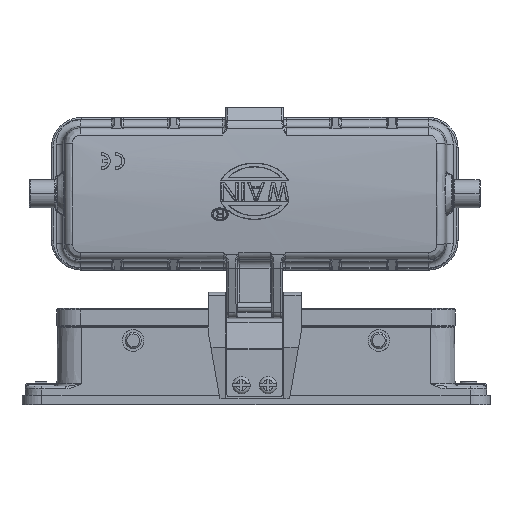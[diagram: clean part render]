
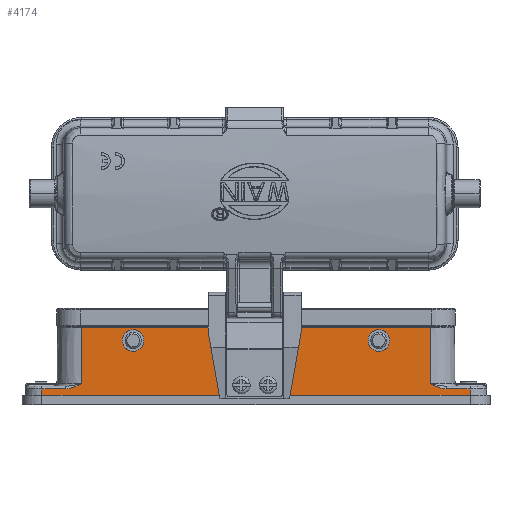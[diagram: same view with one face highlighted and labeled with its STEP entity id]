
A CAD part, front view. The second image highlights one B-rep face of the part: STEP entity #4174.
In plain terms, the highlighted planar face has unit normal (0, -1, 0.009).
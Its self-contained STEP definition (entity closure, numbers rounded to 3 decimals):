
#143=(
BOUNDED_CURVE()
B_SPLINE_CURVE(3,(#58209,#58210,#58211,#58212),.UNSPECIFIED.,.F.,.F.)
B_SPLINE_CURVE_WITH_KNOTS((4,4),(0.,1.),.UNSPECIFIED.)
CURVE()
GEOMETRIC_REPRESENTATION_ITEM()
RATIONAL_B_SPLINE_CURVE((1.,0.333,0.333,1.))
REPRESENTATION_ITEM('')
);
#144=(
BOUNDED_CURVE()
B_SPLINE_CURVE(3,(#58216,#58217,#58218,#58219),.UNSPECIFIED.,.F.,.F.)
B_SPLINE_CURVE_WITH_KNOTS((4,4),(0.,1.),.UNSPECIFIED.)
CURVE()
GEOMETRIC_REPRESENTATION_ITEM()
RATIONAL_B_SPLINE_CURVE((1.,0.333,0.333,1.))
REPRESENTATION_ITEM('')
);
#145=(
BOUNDED_CURVE()
B_SPLINE_CURVE(3,(#58225,#58226,#58227,#58228),.UNSPECIFIED.,.F.,.F.)
B_SPLINE_CURVE_WITH_KNOTS((4,4),(0.,1.),.UNSPECIFIED.)
CURVE()
GEOMETRIC_REPRESENTATION_ITEM()
RATIONAL_B_SPLINE_CURVE((1.,0.333,0.333,1.))
REPRESENTATION_ITEM('')
);
#146=(
BOUNDED_CURVE()
B_SPLINE_CURVE(3,(#58230,#58231,#58232,#58233),.UNSPECIFIED.,.F.,.F.)
B_SPLINE_CURVE_WITH_KNOTS((4,4),(0.,1.),.UNSPECIFIED.)
CURVE()
GEOMETRIC_REPRESENTATION_ITEM()
RATIONAL_B_SPLINE_CURVE((1.,0.333,0.333,1.))
REPRESENTATION_ITEM('')
);
#1409=B_SPLINE_CURVE_WITH_KNOTS('',3,(#58237,#58238,#58239,#58240,#58241,
#58242,#58243,#58244,#58245,#58246,#58247,#58248),.UNSPECIFIED.,.F.,.F.,
(4,2,2,2,2,4),(0.,0.25,0.5,0.75,0.875,1.),.UNSPECIFIED.);
#1410=B_SPLINE_CURVE_WITH_KNOTS('',3,(#58301,#58302,#58303,#58304,#58305,
#58306,#58307,#58308),.UNSPECIFIED.,.F.,.F.,(4,2,2,4),(0.,0.5,
0.75,1.),.UNSPECIFIED.);
#1805=FACE_BOUND('',#7935,.T.);
#1806=FACE_BOUND('',#7936,.T.);
#1807=FACE_BOUND('',#7937,.T.);
#1808=FACE_BOUND('',#7938,.T.);
#2273=PLANE('',#28549);
#4174=ADVANCED_FACE('NONE',(#1805,#1806,#1807,#1808),#2273,.T.);
#7935=EDGE_LOOP('',(#16666,#16667,#16668,#16669));
#7936=EDGE_LOOP('',(#16670,#16671,#16672,#16673,#16674,#16675,#16676,#16677,
#16678,#16679));
#7937=EDGE_LOOP('',(#16680,#16681));
#7938=EDGE_LOOP('',(#16682,#16683));
#16666=ORIENTED_EDGE('',*,*,#22045,.T.);
#16667=ORIENTED_EDGE('',*,*,#23008,.T.);
#16668=ORIENTED_EDGE('',*,*,#23009,.T.);
#16669=ORIENTED_EDGE('',*,*,#23010,.F.);
#16670=ORIENTED_EDGE('',*,*,#23007,.T.);
#16671=ORIENTED_EDGE('',*,*,#22959,.T.);
#16672=ORIENTED_EDGE('',*,*,#22958,.T.);
#16673=ORIENTED_EDGE('',*,*,#22956,.T.);
#16674=ORIENTED_EDGE('',*,*,#22955,.T.);
#16675=ORIENTED_EDGE('',*,*,#23004,.F.);
#16676=ORIENTED_EDGE('',*,*,#22952,.T.);
#16677=ORIENTED_EDGE('',*,*,#22951,.T.);
#16678=ORIENTED_EDGE('',*,*,#22949,.T.);
#16679=ORIENTED_EDGE('',*,*,#22948,.T.);
#16680=ORIENTED_EDGE('',*,*,#22947,.T.);
#16681=ORIENTED_EDGE('',*,*,#22946,.T.);
#16682=ORIENTED_EDGE('',*,*,#22943,.F.);
#16683=ORIENTED_EDGE('',*,*,#22941,.F.);
#18550=VERTEX_POINT('',#55587);
#18551=VERTEX_POINT('',#55589);
#19063=VERTEX_POINT('',#58058);
#19066=VERTEX_POINT('',#58075);
#19069=VERTEX_POINT('',#58085);
#19070=VERTEX_POINT('',#58102);
#19093=VERTEX_POINT('',#58194);
#19096=VERTEX_POINT('',#58204);
#19097=VERTEX_POINT('',#58208);
#19098=VERTEX_POINT('',#58213);
#19099=VERTEX_POINT('',#58222);
#19100=VERTEX_POINT('',#58224);
#19101=VERTEX_POINT('',#58249);
#19102=VERTEX_POINT('',#58290);
#19103=VERTEX_POINT('',#58294);
#19104=VERTEX_POINT('',#58298);
#19137=VERTEX_POINT('',#58445);
#19138=VERTEX_POINT('',#58447);
#22045=EDGE_CURVE('',#18551,#18550,#24059,.T.);
#22941=EDGE_CURVE('',#19097,#19098,#143,.T.);
#22943=EDGE_CURVE('',#19098,#19097,#144,.T.);
#22946=EDGE_CURVE('',#19099,#19100,#145,.T.);
#22947=EDGE_CURVE('',#19100,#19099,#146,.T.);
#22948=EDGE_CURVE('',#19063,#19096,#24489,.T.);
#22949=EDGE_CURVE('',#19101,#19063,#1409,.T.);
#22951=EDGE_CURVE('',#19066,#19101,#24490,.T.);
#22952=EDGE_CURVE('',#19102,#19066,#24491,.T.);
#22955=EDGE_CURVE('',#19069,#19103,#24492,.T.);
#22956=EDGE_CURVE('',#19104,#19069,#24493,.T.);
#22958=EDGE_CURVE('',#19070,#19104,#1410,.T.);
#22959=EDGE_CURVE('',#19093,#19070,#24494,.T.);
#23004=EDGE_CURVE('',#19102,#19103,#24524,.T.);
#23007=EDGE_CURVE('',#19096,#19093,#24526,.T.);
#23008=EDGE_CURVE('',#18550,#19137,#24527,.T.);
#23009=EDGE_CURVE('',#19137,#19138,#24528,.T.);
#23010=EDGE_CURVE('',#18551,#19138,#24529,.T.);
#24059=LINE('',#55588,#25587);
#24489=LINE('',#58235,#26017);
#24490=LINE('',#58287,#26018);
#24491=LINE('',#58289,#26019);
#24492=LINE('',#58295,#26020);
#24493=LINE('',#58297,#26021);
#24494=LINE('',#58345,#26022);
#24524=LINE('',#58436,#26052);
#24526=LINE('',#58442,#26054);
#24527=LINE('',#58444,#26055);
#24528=LINE('',#58446,#26056);
#24529=LINE('',#58448,#26057);
#25587=VECTOR('',#33095,1.);
#26017=VECTOR('',#34899,1.);
#26018=VECTOR('',#34904,1.);
#26019=VECTOR('',#34907,1.);
#26020=VECTOR('',#34914,1.);
#26021=VECTOR('',#34917,1.);
#26022=VECTOR('',#34922,1.);
#26052=VECTOR('',#35012,1.);
#26054=VECTOR('',#35020,1.);
#26055=VECTOR('',#35023,1.);
#26056=VECTOR('',#35024,1.);
#26057=VECTOR('',#35025,1.);
#28549=AXIS2_PLACEMENT_3D('',#58449,#35026,#35027);
#33095=DIRECTION('',(1.,0.,0.001));
#34899=DIRECTION('',(0.,0.009,1.));
#34904=DIRECTION('',(-1.,0.,0.));
#34907=DIRECTION('',(0.,0.009,1.));
#34914=DIRECTION('',(0.,-0.009,-1.));
#34917=DIRECTION('',(-1.,0.,0.));
#34922=DIRECTION('',(0.,-0.009,-1.));
#35012=DIRECTION('',(-1.,0.,0.));
#35020=DIRECTION('',(-1.,0.,0.));
#35023=DIRECTION('',(-0.172,-0.009,-0.985));
#35024=DIRECTION('',(-1.,0.,0.));
#35025=DIRECTION('',(0.172,-0.009,-0.985));
#35026=DIRECTION('',(0.,-1.,0.009));
#35027=DIRECTION('',(0.,-0.009,-1.));
#55587=CARTESIAN_POINT('',(10.655,-21.739,1.284));
#55588=CARTESIAN_POINT('',(-18.5,-21.739,1.268));
#55589=CARTESIAN_POINT('',(-10.653,-21.739,1.272));
#58058=CARTESIAN_POINT('',(52.5,-21.708,4.793));
#58075=CARTESIAN_POINT('',(64.5,-21.722,3.207));
#58085=CARTESIAN_POINT('',(-64.5,-21.722,3.207));
#58102=CARTESIAN_POINT('',(-52.5,-21.708,4.793));
#58194=CARTESIAN_POINT('',(-52.5,-21.561,21.703));
#58204=CARTESIAN_POINT('',(52.5,-21.561,21.703));
#58208=CARTESIAN_POINT('',(-37.,-21.566,21.05));
#58209=CARTESIAN_POINT('',(-37.,-21.566,21.05));
#58210=CARTESIAN_POINT('',(-43.5,-21.566,21.05));
#58211=CARTESIAN_POINT('',(-43.5,-21.623,14.55));
#58212=CARTESIAN_POINT('',(-37.,-21.623,14.55));
#58213=CARTESIAN_POINT('',(-37.,-21.623,14.55));
#58216=CARTESIAN_POINT('',(-37.,-21.623,14.55));
#58217=CARTESIAN_POINT('',(-30.5,-21.623,14.55));
#58218=CARTESIAN_POINT('',(-30.5,-21.566,21.05));
#58219=CARTESIAN_POINT('',(-37.,-21.566,21.05));
#58222=CARTESIAN_POINT('',(37.,-21.623,14.55));
#58224=CARTESIAN_POINT('',(37.,-21.566,21.05));
#58225=CARTESIAN_POINT('',(37.,-21.623,14.55));
#58226=CARTESIAN_POINT('',(30.5,-21.623,14.55));
#58227=CARTESIAN_POINT('',(30.5,-21.566,21.05));
#58228=CARTESIAN_POINT('',(37.,-21.566,21.05));
#58230=CARTESIAN_POINT('',(37.,-21.566,21.05));
#58231=CARTESIAN_POINT('',(43.5,-21.566,21.05));
#58232=CARTESIAN_POINT('',(43.5,-21.623,14.55));
#58233=CARTESIAN_POINT('',(37.,-21.623,14.55));
#58235=CARTESIAN_POINT('',(52.5,-21.75,0.));
#58237=CARTESIAN_POINT('',(57.366,-21.722,3.207));
#58238=CARTESIAN_POINT('',(56.931,-21.722,3.207));
#58239=CARTESIAN_POINT('',(56.507,-21.721,3.266));
#58240=CARTESIAN_POINT('',(55.671,-21.72,3.454));
#58241=CARTESIAN_POINT('',(55.257,-21.719,3.584));
#58242=CARTESIAN_POINT('',(54.45,-21.716,3.885));
#58243=CARTESIAN_POINT('',(54.055,-21.715,4.055));
#58244=CARTESIAN_POINT('',(53.469,-21.712,4.324));
#58245=CARTESIAN_POINT('',(53.274,-21.711,4.417));
#58246=CARTESIAN_POINT('',(52.887,-21.71,4.604));
#58247=CARTESIAN_POINT('',(52.692,-21.709,4.699));
#58248=CARTESIAN_POINT('',(52.5,-21.708,4.793));
#58249=CARTESIAN_POINT('',(57.366,-21.722,3.207));
#58287=CARTESIAN_POINT('',(52.5,-21.722,3.207));
#58289=CARTESIAN_POINT('',(64.5,-21.75,0.));
#58290=CARTESIAN_POINT('',(64.5,-21.746,0.5));
#58294=CARTESIAN_POINT('',(-64.5,-21.746,0.5));
#58295=CARTESIAN_POINT('',(-64.5,-21.75,0.));
#58297=CARTESIAN_POINT('',(-64.5,-21.722,3.207));
#58298=CARTESIAN_POINT('',(-57.366,-21.722,3.207));
#58301=CARTESIAN_POINT('',(-52.5,-21.708,4.793));
#58302=CARTESIAN_POINT('',(-53.272,-21.711,4.414));
#58303=CARTESIAN_POINT('',(-54.046,-21.715,4.035));
#58304=CARTESIAN_POINT('',(-55.257,-21.719,3.584));
#58305=CARTESIAN_POINT('',(-55.671,-21.72,3.454));
#58306=CARTESIAN_POINT('',(-56.507,-21.721,3.266));
#58307=CARTESIAN_POINT('',(-56.931,-21.722,3.207));
#58308=CARTESIAN_POINT('',(-57.366,-21.722,3.207));
#58345=CARTESIAN_POINT('',(-52.5,-21.75,0.));
#58436=CARTESIAN_POINT('',(64.5,-21.746,0.5));
#58442=CARTESIAN_POINT('',(-52.5,-21.561,21.703));
#58444=CARTESIAN_POINT('',(10.812,-21.731,2.183));
#58445=CARTESIAN_POINT('',(10.604,-21.741,0.998));
#58446=CARTESIAN_POINT('',(0.,-21.741,0.998));
#58447=CARTESIAN_POINT('',(-10.604,-21.741,0.998));
#58448=CARTESIAN_POINT('',(-12.25,-21.659,10.4));
#58449=CARTESIAN_POINT('',(-69.5,-21.75,0.));
